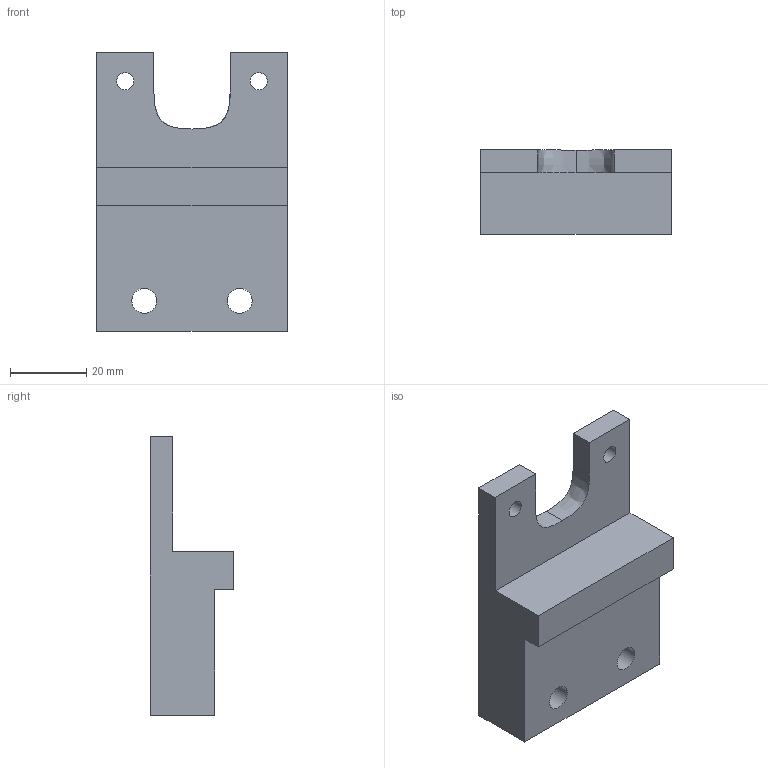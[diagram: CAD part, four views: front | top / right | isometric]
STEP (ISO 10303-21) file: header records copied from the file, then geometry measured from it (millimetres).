
FILE_DESCRIPTION(/* description */ (''),/* implementation_level */ '2;1');
FILE_NAME(/* name */ 'Injector mount basler connector.step',/* time_stamp */ '2023-10-20T11:42:48+09:00',/* author */ (''),/* organization */ (''),/* preprocessor_version */ 'ST-DEVELOPER v20',/* originating_system */ 'Autodesk Translation Framework v12.9.0.99',/* authorisation */ '');
FILE_SCHEMA (('AUTOMOTIVE_DESIGN { 1 0 10303 214 3 1 1 }'));
Length unit declared in the file: millimetre
Products named in the file (1): Injector mount basler connector
Bounding box: 50 x 22 x 73 mm (x, y, z)
Volume: 43674.7 mm3; surface area: 11724.2 mm2
Topology: 1 solids, 1 shells, 23 faces, 57 edges, 38 vertices
Faces by surface type: plane 15, cylinder 6, bspline 2
Full cylindrical faces by diameter (mm): 4.5 x2, 6.5 x2, 11 x2
Entity records: 850 total; most frequent: CARTESIAN_POINT 250, ORIENTED_EDGE 114, DIRECTION 106, EDGE_CURVE 57, LINE 38, VECTOR 38, VERTEX_POINT 38, AXIS2_PLACEMENT_3D 34
